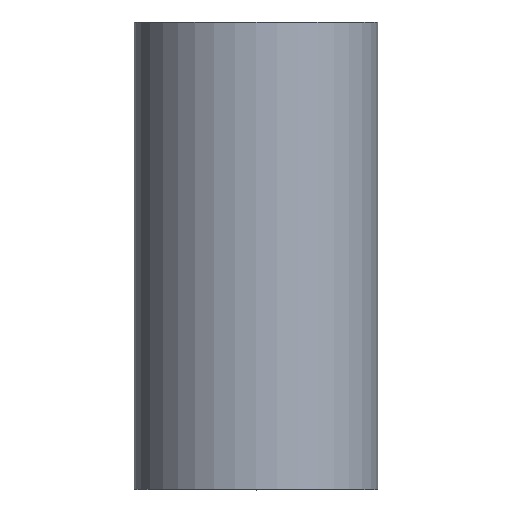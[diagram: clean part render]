
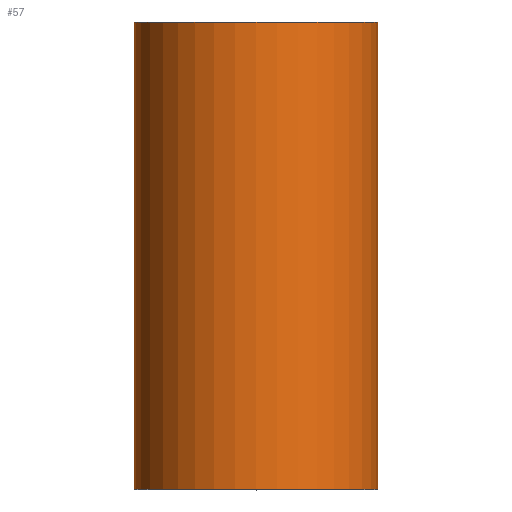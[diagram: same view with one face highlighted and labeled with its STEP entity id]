
A CAD part, top view. The second image highlights one B-rep face of the part: STEP entity #57.
In plain terms, the highlighted cylindrical face has radius 3.747 mm (diameter 7.493 mm), a partial arc.
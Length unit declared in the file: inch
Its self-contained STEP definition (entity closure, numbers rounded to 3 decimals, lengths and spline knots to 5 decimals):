
#1 = ORIENTED_EDGE ( 'NONE', *, *, #247, .T. ) ;
#6 = DIRECTION ( 'NONE',  ( 0., 0., 1. ) ) ;
#10 = DIRECTION ( 'NONE',  ( 0., 0., 1. ) ) ;
#29 = DIRECTION ( 'NONE',  ( 0., -1., 0. ) ) ;
#35 = ORIENTED_EDGE ( 'NONE', *, *, #36, .F. ) ;
#36 = EDGE_CURVE ( 'NONE', #357, #324, #393, .T. ) ;
#41 = DIRECTION ( 'NONE',  ( 0., 0., -1. ) ) ;
#47 = CARTESIAN_POINT ( 'NONE',  ( 0.1475, 0., 0.1145 ) ) ;
#52 = ORIENTED_EDGE ( 'NONE', *, *, #297, .T. ) ;
#57 = ADVANCED_FACE ( 'NONE', ( #215 ), #330, .T. ) ;
#73 = DIRECTION ( 'NONE',  ( 0., -1., 0. ) ) ;
#84 = EDGE_CURVE ( 'NONE', #324, #120, #392, .T. ) ;
#95 = EDGE_LOOP ( 'NONE', ( #52, #174, #35, #1 ) ) ;
#102 = CIRCLE ( 'NONE', #143, 0.1475 ) ;
#112 = CARTESIAN_POINT ( 'NONE',  ( -0.1475, 0.565, 0.1145 ) ) ;
#120 = VERTEX_POINT ( 'NONE', #47 ) ;
#141 = CARTESIAN_POINT ( 'NONE',  ( 0.1475, 0.565, 0.1145 ) ) ;
#143 = AXIS2_PLACEMENT_3D ( 'NONE', #214, #211, #6 ) ;
#150 = CARTESIAN_POINT ( 'NONE',  ( 0.1475, 0.565, 0.1145 ) ) ;
#174 = ORIENTED_EDGE ( 'NONE', *, *, #84, .F. ) ;
#194 = VERTEX_POINT ( 'NONE', #323 ) ;
#197 = VECTOR ( 'NONE', #379, 39.37008 ) ;
#211 = DIRECTION ( 'NONE',  ( 0., 1., 0. ) ) ;
#214 = CARTESIAN_POINT ( 'NONE',  ( 0., 0., 0.1145 ) ) ;
#215 = FACE_OUTER_BOUND ( 'NONE', #95, .T. ) ;
#247 = EDGE_CURVE ( 'NONE', #357, #194, #354, .T. ) ;
#263 = CARTESIAN_POINT ( 'NONE',  ( -0.1475, 0.565, 0.1145 ) ) ;
#297 = EDGE_CURVE ( 'NONE', #194, #120, #102, .T. ) ;
#302 = DIRECTION ( 'NONE',  ( 0., 1., 0. ) ) ;
#323 = CARTESIAN_POINT ( 'NONE',  ( -0.1475, 0., 0.1145 ) ) ;
#324 = VERTEX_POINT ( 'NONE', #141 ) ;
#330 = CYLINDRICAL_SURFACE ( 'NONE', #391, 0.1475 ) ;
#345 = CARTESIAN_POINT ( 'NONE',  ( 0., 0.565, 0.1145 ) ) ;
#354 = LINE ( 'NONE', #263, #409 ) ;
#357 = VERTEX_POINT ( 'NONE', #112 ) ;
#361 = AXIS2_PLACEMENT_3D ( 'NONE', #407, #302, #10 ) ;
#379 = DIRECTION ( 'NONE',  ( 0., -1., 0. ) ) ;
#391 = AXIS2_PLACEMENT_3D ( 'NONE', #345, #73, #41 ) ;
#392 = LINE ( 'NONE', #150, #197 ) ;
#393 = CIRCLE ( 'NONE', #361, 0.1475 ) ;
#407 = CARTESIAN_POINT ( 'NONE',  ( 0., 0.565, 0.1145 ) ) ;
#409 = VECTOR ( 'NONE', #29, 39.37008 ) ;
